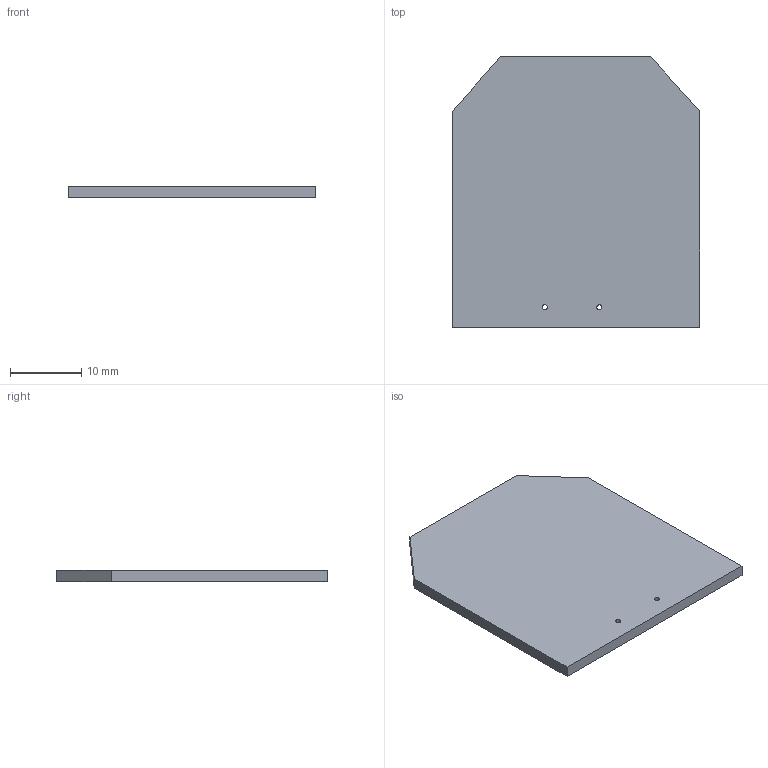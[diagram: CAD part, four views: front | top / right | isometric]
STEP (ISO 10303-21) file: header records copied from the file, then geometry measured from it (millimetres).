
FILE_DESCRIPTION(('KiCad electronic assembly'),'2;1');
FILE_NAME('microcontroller mount.STEP','2022-07-18T08:32:08',('Pcbnew'), ('Kicad'),'Open CASCADE STEP processor 7.6','KiCad to STEP converter', 'Unknown');
FILE_SCHEMA(('AUTOMOTIVE_DESIGN { 1 0 10303 214 1 1 1 1 }'));
Length unit declared in the file: millimetre
Products named in the file (2): microcontroller mount 1; Adafruit NeoPixel 8 Stick PCB
Assembly tree (1 placements, depth 2):
  microcontroller mount 1
    Adafruit NeoPixel 8 Stick PCB
Bounding box: 34.63 x 37.85 x 1.6 mm (x, y, z)
Volume: 2010.4 mm3; surface area: 2738.4 mm2
Topology: 1 solids, 1 shells, 10 faces, 24 edges, 16 vertices
Faces by surface type: plane 8, cylinder 2
Full cylindrical faces by diameter (mm): 0.7 x2
Entity records: 659 total; most frequent: CARTESIAN_POINT 100, DIRECTION 100, LINE 64, VECTOR 64, ORIENTED_EDGE 48, PCURVE 48, DEFINITIONAL_REPRESENTATION 48, EDGE_CURVE 24
